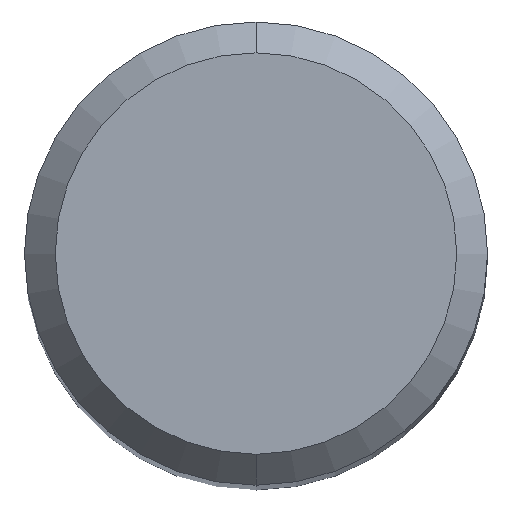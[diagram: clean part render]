
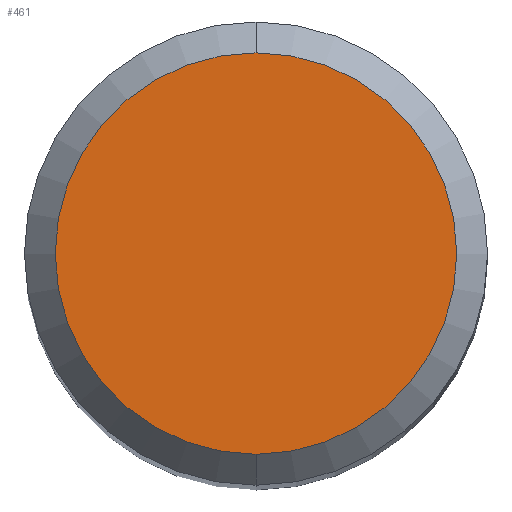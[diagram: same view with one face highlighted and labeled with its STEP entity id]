
A CAD part, top view. The second image highlights one B-rep face of the part: STEP entity #461.
In plain terms, the highlighted planar face has unit normal (0, 0, 1).
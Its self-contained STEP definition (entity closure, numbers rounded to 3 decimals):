
#295=EDGE_CURVE('',#509,#451,#664,.T.);
#383=EDGE_CURVE('',#451,#509,#763,.T.);
#451=VERTEX_POINT('',#840);
#461=ADVANCED_FACE('',(#853),#854,.T.);
#509=VERTEX_POINT('',#905);
#664=CIRCLE('',#1155,2.6);
#763=CIRCLE('',#1308,2.6);
#840=CARTESIAN_POINT('',(0.0,2.6,0.0));
#853=FACE_OUTER_BOUND('',#1469,.T.);
#854=PLANE('',#1470);
#905=CARTESIAN_POINT('',(0.,-2.6,0.0));
#1155=AXIS2_PLACEMENT_3D('',#1779,#1780,#1781);
#1308=AXIS2_PLACEMENT_3D('',#1899,#1900,#1901);
#1469=EDGE_LOOP('',(#2029,#2030));
#1470=AXIS2_PLACEMENT_3D('',#2031,#2032,#2033);
#1779=CARTESIAN_POINT('',(0.0,0.0,0.0));
#1780=DIRECTION('',(0.0,0.0,-1.0));
#1781=DIRECTION('',(0.0,1.0,0.0));
#1899=CARTESIAN_POINT('',(0.0,0.0,0.0));
#1900=DIRECTION('',(0.0,0.0,-1.0));
#1901=DIRECTION('',(0.0,1.0,0.0));
#2029=ORIENTED_EDGE('',*,*,#383,.F.);
#2030=ORIENTED_EDGE('',*,*,#295,.F.);
#2031=CARTESIAN_POINT('',(0.0,1.3,0.0));
#2032=DIRECTION('',(-0.0,0.0,1.0));
#2033=DIRECTION('',(0.0,-1.0,0.0));
